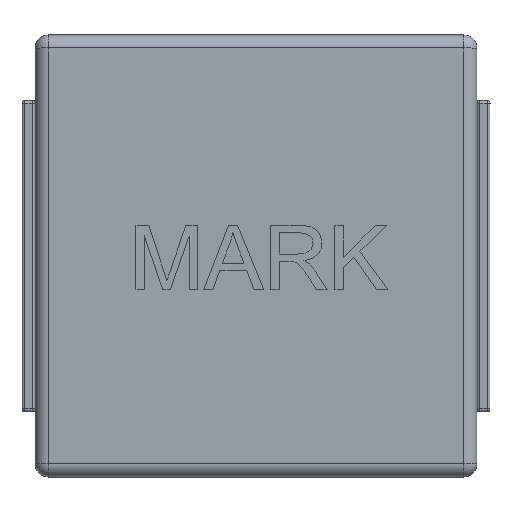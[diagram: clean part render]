
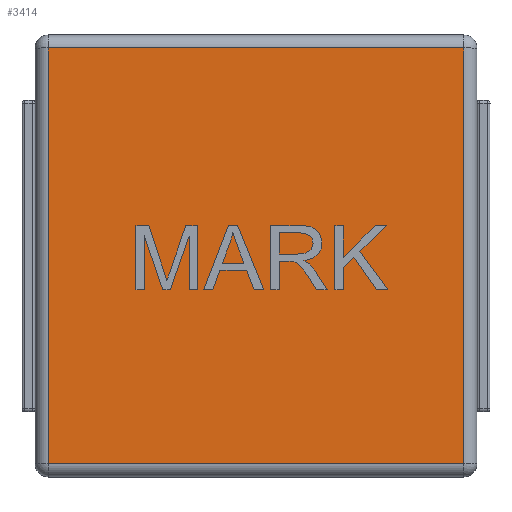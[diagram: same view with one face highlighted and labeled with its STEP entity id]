
A CAD part, top view. The second image highlights one B-rep face of the part: STEP entity #3414.
In plain terms, the highlighted planar face has unit normal (0, 0, 1).
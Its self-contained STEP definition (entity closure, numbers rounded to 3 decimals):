
#59=PLANE('',#3676);
#220=FACE_OUTER_BOUND('',#430,.T.);
#430=EDGE_LOOP('',(#2470,#2471,#2472,#2473));
#754=LINE('',#5117,#1136);
#756=LINE('',#5125,#1138);
#757=LINE('',#5130,#1139);
#759=LINE('',#5138,#1141);
#1136=VECTOR('',#4078,15.9);
#1138=VECTOR('',#4086,15.9);
#1139=VECTOR('',#4093,15.9);
#1141=VECTOR('',#4105,15.9);
#1540=VERTEX_POINT('',#5110);
#1543=VERTEX_POINT('',#5115);
#1546=VERTEX_POINT('',#5123);
#1547=VERTEX_POINT('',#5128);
#1873=EDGE_CURVE('',#1543,#1540,#754,.T.);
#1877=EDGE_CURVE('',#1546,#1543,#756,.T.);
#1880=EDGE_CURVE('',#1547,#1546,#757,.T.);
#1885=EDGE_CURVE('',#1540,#1547,#759,.T.);
#2470=ORIENTED_EDGE('',*,*,#1873,.F.);
#2471=ORIENTED_EDGE('',*,*,#1877,.F.);
#2472=ORIENTED_EDGE('',*,*,#1880,.F.);
#2473=ORIENTED_EDGE('',*,*,#1885,.F.);
#3414=ADVANCED_FACE('',(#220),#59,.T.);
#3676=AXIS2_PLACEMENT_3D('',#5152,#4128,#4129);
#4078=DIRECTION('',(-1.,0.,0.));
#4086=DIRECTION('',(0.,-1.,0.));
#4093=DIRECTION('',(1.,0.,0.));
#4105=DIRECTION('',(0.,1.,0.));
#4128=DIRECTION('center_axis',(0.,0.,1.));
#4129=DIRECTION('ref_axis',(1.,0.,0.));
#5110=CARTESIAN_POINT('',(120.611,64.33,6.75));
#5115=CARTESIAN_POINT('',(136.511,64.33,6.75));
#5117=CARTESIAN_POINT('',(136.511,64.33,6.75));
#5123=CARTESIAN_POINT('',(136.511,80.23,6.75));
#5125=CARTESIAN_POINT('',(136.511,80.23,6.75));
#5128=CARTESIAN_POINT('',(120.611,80.23,6.75));
#5130=CARTESIAN_POINT('',(120.611,80.23,6.75));
#5138=CARTESIAN_POINT('',(120.611,64.33,6.75));
#5152=CARTESIAN_POINT('Origin',(128.561,64.33,6.75));
